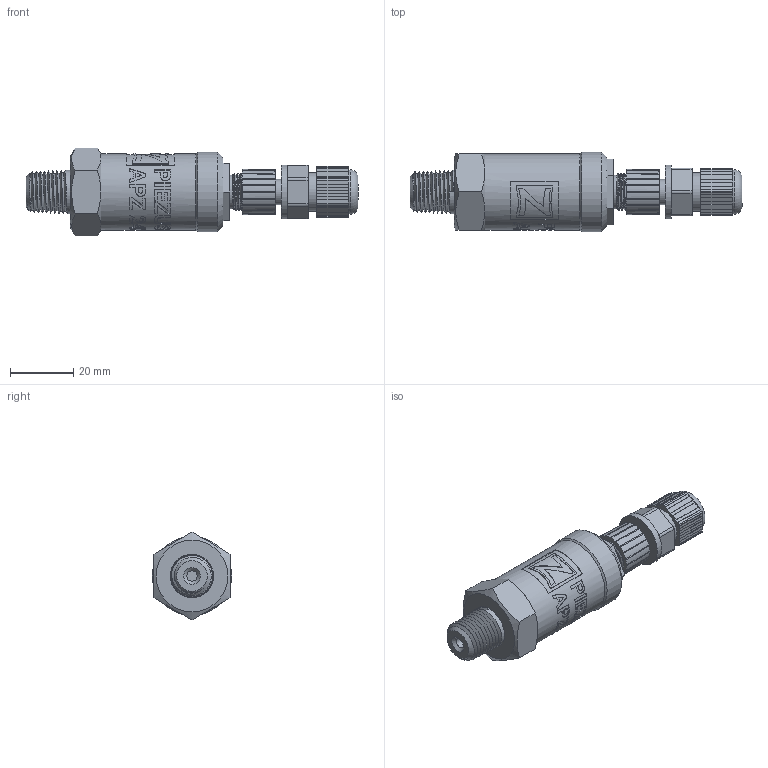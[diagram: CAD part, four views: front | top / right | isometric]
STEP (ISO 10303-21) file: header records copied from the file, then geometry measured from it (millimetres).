
FILE_DESCRIPTION(/* description */ (''),/* implementation_level */ '2;1');
FILE_NAME(/* name */ 'APZ2422_NPT1''4_M12x1.step',/* time_stamp */ '2021-06-15T14:20:15+03:00',/* author */ (''),/* organization */ (''),/* preprocessor_version */ 'ST-DEVELOPER v18.1',/* originating_system */ 'Autodesk Translation Framework v10.9.0.1377',/* authorisation */ '');
FILE_SCHEMA (('AUTOMOTIVE_DESIGN { 1 0 10303 214 3 1 1 }'));
Products named in the file (6): APZ2422_NPT1'4_M12x1; NPT 1/4; Адаптер М12х1; M12x1 assembly v4; M12x1 female straight v9; M12x1 male v16
Assembly tree (5 placements, depth 3):
  APZ2422_NPT1'4_M12x1
    NPT 1/4
    Адаптер М12х1
    M12x1 assembly v4
      M12x1 female straight v9
      M12x1 male v16
Bounding box: 104.67 x 25 x 27.71 mm (x, y, z)
Volume: 29803 mm3; surface area: 15879.9 mm2
Topology: 15 solids, 15 shells, 818 faces, 2237 edges, 1485 vertices
Faces by surface type: bspline 337, plane 264, cylinder 157, cone 55, torus 5
Full cylindrical faces by diameter (mm): 1 x14, 1.5 x6, 3.3 x1, 7.3 x1, 8 x3, 8.2 x1, 10.293 x1, 10.6 x2, 10.741 x6, 11.884 x5, 12 x1, 14 x3, 14.137 x8, 14.526 x14, 15.85 x6, 16.203 x15, 17 x1, 22.15 x4, 22.65 x4, 24 x1, 25 x1
Entity records: 63212 total; most frequent: CARTESIAN_POINT 44380, ORIENTED_EDGE 4474, DIRECTION 2860, EDGE_CURVE 2237, VERTEX_POINT 1485, LINE 1106, VECTOR 1106, AXIS2_PLACEMENT_3D 877
